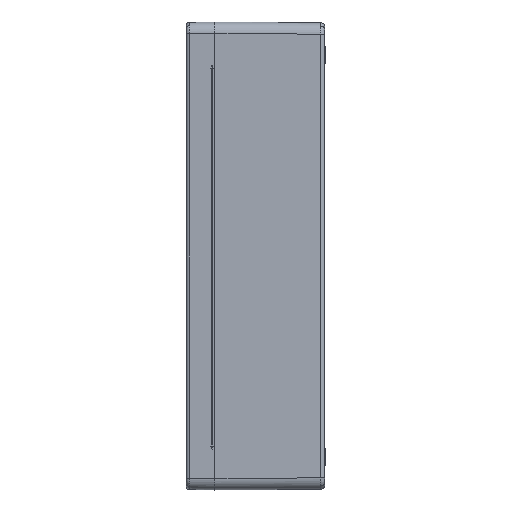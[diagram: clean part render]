
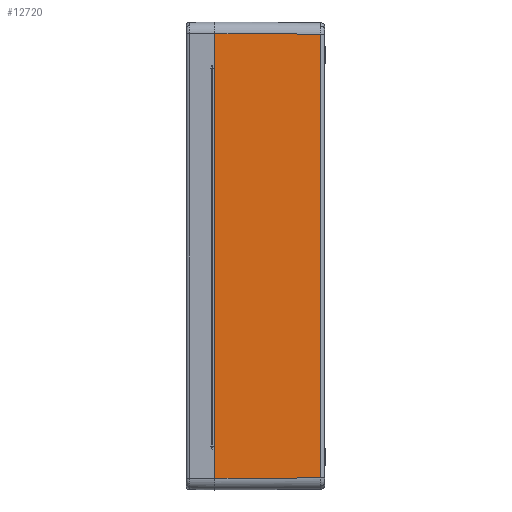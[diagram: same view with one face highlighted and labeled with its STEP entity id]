
A CAD part, left-side view. The second image highlights one B-rep face of the part: STEP entity #12720.
In plain terms, the highlighted planar face has unit normal (-1, -0.005, 0).
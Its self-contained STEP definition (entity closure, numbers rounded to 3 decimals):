
#1102=LINE('',#29649,#1758);
#1199=LINE('',#31017,#1855);
#1200=LINE('',#31018,#1856);
#1201=LINE('',#31019,#1857);
#1758=VECTOR('',#16693,1000.);
#1855=VECTOR('',#16898,1000.);
#1856=VECTOR('',#16899,1000.);
#1857=VECTOR('',#16900,1000.);
#2137=PLANE('',#14004);
#2934=FACE_OUTER_BOUND('',#3860,.T.);
#3860=EDGE_LOOP('',(#10651,#10652,#10653,#10654));
#5944=VERTEX_POINT('',#29205);
#6039=VERTEX_POINT('',#29647);
#6040=VERTEX_POINT('',#29648);
#6148=VERTEX_POINT('',#31016);
#7587=EDGE_CURVE('',#6039,#6040,#1102,.T.);
#7754=EDGE_CURVE('',#6039,#6148,#1199,.T.);
#7755=EDGE_CURVE('',#6148,#5944,#1200,.T.);
#7756=EDGE_CURVE('',#5944,#6040,#1201,.T.);
#10651=ORIENTED_EDGE('',*,*,#7754,.T.);
#10652=ORIENTED_EDGE('',*,*,#7755,.T.);
#10653=ORIENTED_EDGE('',*,*,#7756,.T.);
#10654=ORIENTED_EDGE('',*,*,#7587,.F.);
#12720=ADVANCED_FACE('',(#2934),#2137,.T.);
#14004=AXIS2_PLACEMENT_3D('',#31015,#16896,#16897);
#16693=DIRECTION('',(0.,0.,1.));
#16896=DIRECTION('center_axis',(-1.,-0.005,
0.));
#16897=DIRECTION('ref_axis',(0.005,-1.,0.));
#16898=DIRECTION('',(0.005,-1.,0.005));
#16899=DIRECTION('',(0.,0.,1.));
#16900=DIRECTION('',(-0.005,1.,0.005));
#29205=CARTESIAN_POINT('',(-199.51,-91.521,192.01));
#29647=CARTESIAN_POINT('',(-199.987,-0.5,-192.487));
#29648=CARTESIAN_POINT('',(-199.987,-0.5,192.487));
#29649=CARTESIAN_POINT('',(-199.987,-0.5,-202.5));
#31015=CARTESIAN_POINT('Origin',(-200.,2.,-202.5));
#31016=CARTESIAN_POINT('',(-199.51,-91.521,-192.01));
#31017=CARTESIAN_POINT('',(-200.,2.052,-192.5));
#31018=CARTESIAN_POINT('',(-199.51,-91.521,191.99));
#31019=CARTESIAN_POINT('',(-199.989,-0.068,192.489));
